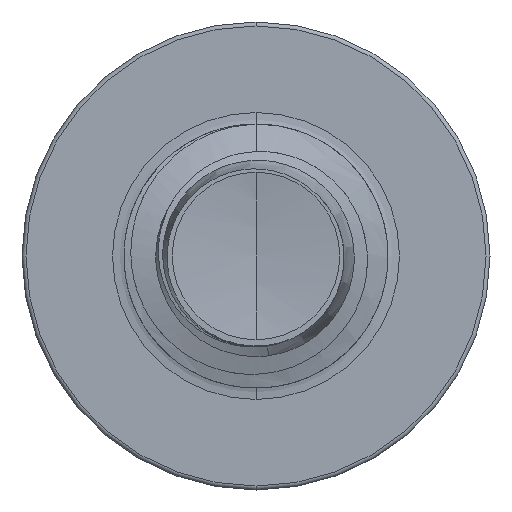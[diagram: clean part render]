
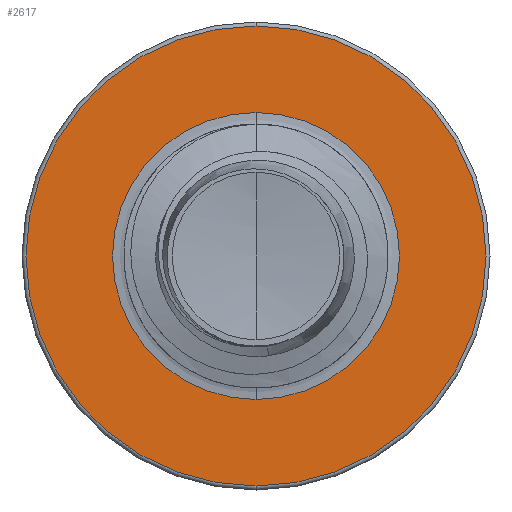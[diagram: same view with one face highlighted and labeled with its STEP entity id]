
A CAD part, front view. The second image highlights one B-rep face of the part: STEP entity #2617.
In plain terms, the highlighted planar face has unit normal (0, -1, 0).
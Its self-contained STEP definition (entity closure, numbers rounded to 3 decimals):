
#352 = AXIS2_PLACEMENT_3D ( 'NONE', #1763, #1730, #1703 ) ;
#419 = DIRECTION ( 'NONE',  ( 0., 1., 0. ) ) ;
#947 = DIRECTION ( 'NONE',  ( 0., 0., 1. ) ) ;
#950 = DIRECTION ( 'NONE',  ( 0., 1., 0. ) ) ;
#976 = CARTESIAN_POINT ( 'NONE',  ( 0., 6.5, 0. ) ) ;
#1004 = ORIENTED_EDGE ( 'NONE', *, *, #1702, .T. ) ;
#1006 = EDGE_CURVE ( 'NONE', #9735, #16237, #12058, .T. ) ;
#1198 = CIRCLE ( 'NONE', #352, 1.917 ) ;
#1702 = EDGE_CURVE ( 'NONE', #17832, #4839, #13600, .T. ) ;
#1703 = DIRECTION ( 'NONE',  ( 0., 0., 1. ) ) ;
#1730 = DIRECTION ( 'NONE',  ( 0., 1., 0. ) ) ;
#1742 = EDGE_CURVE ( 'NONE', #16237, #9735, #1198, .T. ) ;
#1763 = CARTESIAN_POINT ( 'NONE',  ( 0., 6.5, 0. ) ) ;
#2259 = CARTESIAN_POINT ( 'NONE',  ( 0., 6.5, 0. ) ) ;
#2490 = DIRECTION ( 'NONE',  ( 0., 0., 1. ) ) ;
#2499 = DIRECTION ( 'NONE',  ( 0., 1., 0. ) ) ;
#2523 = CARTESIAN_POINT ( 'NONE',  ( 0., 6.5, 0. ) ) ;
#2617 = ADVANCED_FACE ( 'NONE', ( #14254, #14698 ), #10632, .F. ) ;
#3695 = EDGE_CURVE ( 'NONE', #4839, #17832, #5286, .T. ) ;
#3990 = DIRECTION ( 'NONE',  ( 0., 0., 1. ) ) ;
#4839 = VERTEX_POINT ( 'NONE', #16852 ) ;
#5286 = CIRCLE ( 'NONE', #7727, 1.196 ) ;
#7332 = CARTESIAN_POINT ( 'NONE',  ( 0., 6.5, -1.196 ) ) ;
#7727 = AXIS2_PLACEMENT_3D ( 'NONE', #2259, #13468, #3990 ) ;
#8137 = AXIS2_PLACEMENT_3D ( 'NONE', #7332, #419, #12102 ) ;
#8374 = EDGE_LOOP ( 'NONE', ( #15834, #9082 ) ) ;
#9082 = ORIENTED_EDGE ( 'NONE', *, *, #1742, .F. ) ;
#9735 = VERTEX_POINT ( 'NONE', #16200 ) ;
#9970 = AXIS2_PLACEMENT_3D ( 'NONE', #976, #950, #947 ) ;
#10632 = PLANE ( 'NONE',  #8137 ) ;
#12058 = CIRCLE ( 'NONE', #9970, 1.917 ) ;
#12102 = DIRECTION ( 'NONE',  ( 0., 0., 1. ) ) ;
#12444 = CARTESIAN_POINT ( 'NONE',  ( 0., 6.5, -1.917 ) ) ;
#13468 = DIRECTION ( 'NONE',  ( 0., 1., 0. ) ) ;
#13600 = CIRCLE ( 'NONE', #17512, 1.196 ) ;
#13743 = EDGE_LOOP ( 'NONE', ( #1004, #14344 ) ) ;
#14254 = FACE_OUTER_BOUND ( 'NONE', #8374, .T. ) ;
#14344 = ORIENTED_EDGE ( 'NONE', *, *, #3695, .T. ) ;
#14698 = FACE_BOUND ( 'NONE', #13743, .T. ) ;
#15834 = ORIENTED_EDGE ( 'NONE', *, *, #1006, .F. ) ;
#16092 = CARTESIAN_POINT ( 'NONE',  ( 0., 6.5, 1.196 ) ) ;
#16200 = CARTESIAN_POINT ( 'NONE',  ( 0., 6.5, 1.917 ) ) ;
#16237 = VERTEX_POINT ( 'NONE', #12444 ) ;
#16852 = CARTESIAN_POINT ( 'NONE',  ( 0., 6.5, -1.196 ) ) ;
#17512 = AXIS2_PLACEMENT_3D ( 'NONE', #2523, #2499, #2490 ) ;
#17832 = VERTEX_POINT ( 'NONE', #16092 ) ;
